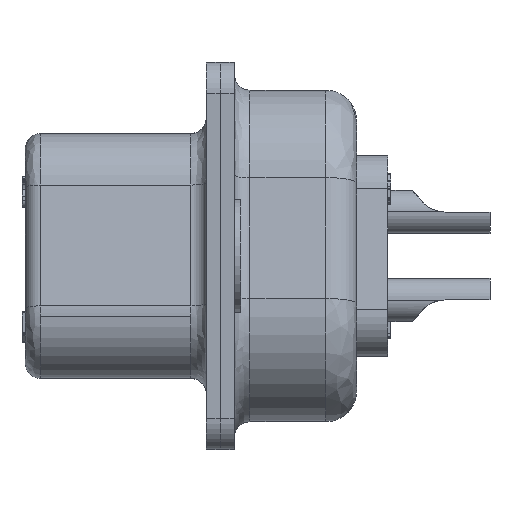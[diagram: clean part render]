
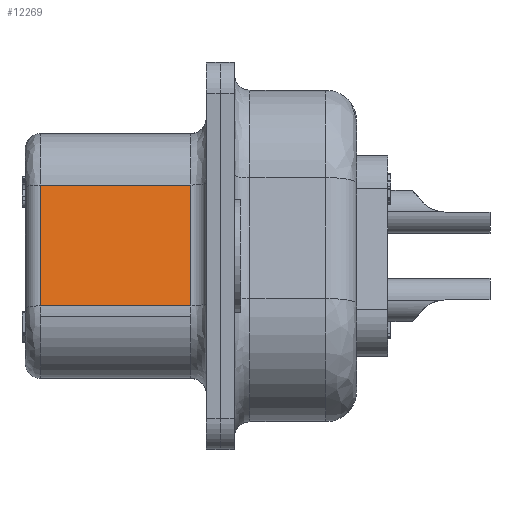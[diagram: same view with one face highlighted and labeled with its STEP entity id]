
A CAD part, left-side view. The second image highlights one B-rep face of the part: STEP entity #12269.
In plain terms, the highlighted planar face has unit normal (-0.985, 0, 0.17).
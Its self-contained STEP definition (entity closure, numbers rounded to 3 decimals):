
#58 = LINE ( 'NONE', #6877, #7135 ) ;
#598 = VERTEX_POINT ( 'NONE', #7783 ) ;
#782 = CARTESIAN_POINT ( 'NONE',  ( -7.883, 5.8, -0.147 ) ) ;
#1681 = ORIENTED_EDGE ( 'NONE', *, *, #7384, .T. ) ;
#1909 = LINE ( 'NONE', #782, #1912 ) ;
#1912 = VECTOR ( 'NONE', #11910, 1000. ) ;
#2034 = CARTESIAN_POINT ( 'NONE',  ( -8.136, 0.45, -1.61 ) ) ;
#2959 = DIRECTION ( 'NONE',  ( -0.985, 0., 0.17 ) ) ;
#3020 = DIRECTION ( 'NONE',  ( 0., 1., 0. ) ) ;
#3835 = VERTEX_POINT ( 'NONE', #11343 ) ;
#3930 = FACE_OUTER_BOUND ( 'NONE', #5915, .T. ) ;
#4629 = VECTOR ( 'NONE', #3020, 1000. ) ;
#4880 = LINE ( 'NONE', #5089, #6711 ) ;
#4987 = LINE ( 'NONE', #2034, #4629 ) ;
#5050 = ORIENTED_EDGE ( 'NONE', *, *, #6799, .F. ) ;
#5089 = CARTESIAN_POINT ( 'NONE',  ( -7.883, 0.95, -0.147 ) ) ;
#5915 = EDGE_LOOP ( 'NONE', ( #1681, #10193, #5996, #5050 ) ) ;
#5996 = ORIENTED_EDGE ( 'NONE', *, *, #7667, .F. ) ;
#6711 = VECTOR ( 'NONE', #7033, 1000. ) ;
#6799 = EDGE_CURVE ( 'NONE', #598, #3835, #4987, .T. ) ;
#6816 = EDGE_CURVE ( 'NONE', #7026, #9760, #58, .T. ) ;
#6877 = CARTESIAN_POINT ( 'NONE',  ( -7.463, 0.45, 2.29 ) ) ;
#7026 = VERTEX_POINT ( 'NONE', #7646 ) ;
#7033 = DIRECTION ( 'NONE',  ( 0.17, 0., 0.985 ) ) ;
#7135 = VECTOR ( 'NONE', #8050, 1000. ) ;
#7384 = EDGE_CURVE ( 'NONE', #598, #9760, #4880, .T. ) ;
#7646 = CARTESIAN_POINT ( 'NONE',  ( -7.463, 5.8, 2.29 ) ) ;
#7667 = EDGE_CURVE ( 'NONE', #3835, #7026, #1909, .T. ) ;
#7783 = CARTESIAN_POINT ( 'NONE',  ( -8.136, 0.95, -1.61 ) ) ;
#7922 = PLANE ( 'NONE',  #9190 ) ;
#8050 = DIRECTION ( 'NONE',  ( 0., -1., 0. ) ) ;
#8093 = CARTESIAN_POINT ( 'NONE',  ( -7.463, 0.95, 2.29 ) ) ;
#9190 = AXIS2_PLACEMENT_3D ( 'NONE', #11899, #2959, #10922 ) ;
#9760 = VERTEX_POINT ( 'NONE', #8093 ) ;
#10193 = ORIENTED_EDGE ( 'NONE', *, *, #6816, .F. ) ;
#10922 = DIRECTION ( 'NONE',  ( 0.17, 0., 0.985 ) ) ;
#11343 = CARTESIAN_POINT ( 'NONE',  ( -8.136, 5.8, -1.61 ) ) ;
#11899 = CARTESIAN_POINT ( 'NONE',  ( -8.136, 0.45, -1.61 ) ) ;
#11910 = DIRECTION ( 'NONE',  ( 0.17, 0., 0.985 ) ) ;
#12269 = ADVANCED_FACE ( 'NONE', ( #3930 ), #7922, .T. ) ;
